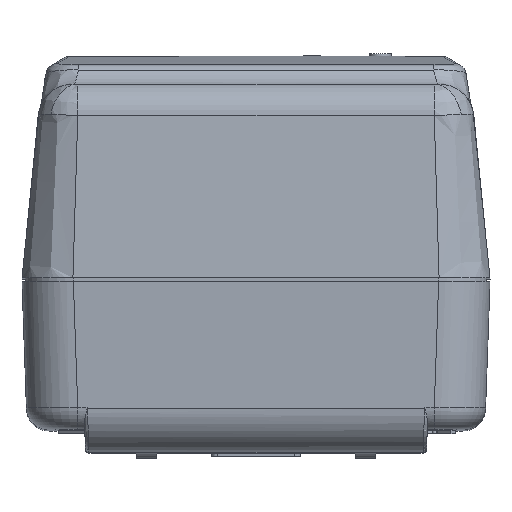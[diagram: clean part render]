
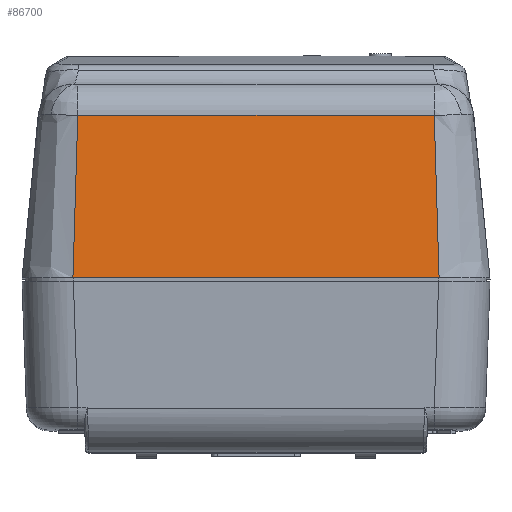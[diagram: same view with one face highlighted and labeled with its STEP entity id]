
A CAD part, top view. The second image highlights one B-rep face of the part: STEP entity #86700.
In plain terms, the highlighted planar face has unit normal (0, 0.062, 0.998).
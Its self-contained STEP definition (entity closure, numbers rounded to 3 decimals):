
#81926=CARTESIAN_POINT('',(-16.038,0.,
37.004));
#81927=CARTESIAN_POINT('',(-15.984,1.582,
36.905));
#81928=CARTESIAN_POINT('',(-15.882,4.745,
36.707));
#81929=CARTESIAN_POINT('',(-15.739,9.49,
36.411));
#81930=CARTESIAN_POINT('',(-15.657,12.654,
36.213));
#81931=CARTESIAN_POINT('',(-15.614,14.236,
36.114));
#82331=DIRECTION('',(1.,0.,0.));
#82332=VECTOR('',#82331,32.075);
#82333=CARTESIAN_POINT('',(-16.038,0.,
37.004));
#82334=LINE('',#82333,#82332);
#84087=CARTESIAN_POINT('',(16.038,0.,
37.004));
#84088=CARTESIAN_POINT('',(15.98,1.705,36.897));
#84089=CARTESIAN_POINT('',(15.873,5.032,36.689));
#84090=CARTESIAN_POINT('',(15.731,9.777,36.393));
#84091=CARTESIAN_POINT('',(15.654,12.777,36.205));
#84092=CARTESIAN_POINT('',(15.614,14.236,36.114));
#84111=DIRECTION('',(-1.,0.,0.));
#84112=VECTOR('',#84111,31.229);
#84113=CARTESIAN_POINT('',(15.614,14.236,36.114));
#84114=LINE('',#84113,#84112);
#86016=VERTEX_POINT('',#81926);
#86017=VERTEX_POINT('',#81931);
#86018=CARTESIAN_POINT('',(15.614,14.236,36.114));
#86019=VERTEX_POINT('',#86018);
#86020=VERTEX_POINT('',#84087);
#86685=CARTESIAN_POINT('',(0.,7.118,
36.559));
#86686=DIRECTION('',(0.,0.062,0.998));
#86687=DIRECTION('',(1.,0.,0.));
#86688=AXIS2_PLACEMENT_3D('',#86685,#86686,#86687);
#86689=PLANE('',#86688);
#86691=ORIENTED_EDGE('',*,*,#86690,.T.);
#86693=ORIENTED_EDGE('',*,*,#86692,.F.);
#86695=ORIENTED_EDGE('',*,*,#86694,.F.);
#86697=ORIENTED_EDGE('',*,*,#86696,.F.);
#86698=EDGE_LOOP('',(#86691,#86693,#86695,#86697));
#86699=FACE_OUTER_BOUND('',#86698,.F.);
#86700=ADVANCED_FACE('',(#86699),#86689,.T.);
#81932=B_SPLINE_CURVE_WITH_KNOTS('',3,(#81926,#81927,#81928,#81929,#81930,
#81931),.UNSPECIFIED.,.F.,.F.,(4,1,1,4),(0.,0.333,
0.667,1.),.UNSPECIFIED.);
#84093=B_SPLINE_CURVE_WITH_KNOTS('',3,(#84087,#84088,#84089,#84090,#84091,
#84092),.UNSPECIFIED.,.F.,.F.,(4,1,1,4),(0.,0.333,
0.667,1.),.UNSPECIFIED.);
#86690=EDGE_CURVE('',#86016,#86017,#81932,.T.);
#86692=EDGE_CURVE('',#86019,#86017,#84114,.T.);
#86694=EDGE_CURVE('',#86020,#86019,#84093,.T.);
#86696=EDGE_CURVE('',#86016,#86020,#82334,.T.);
